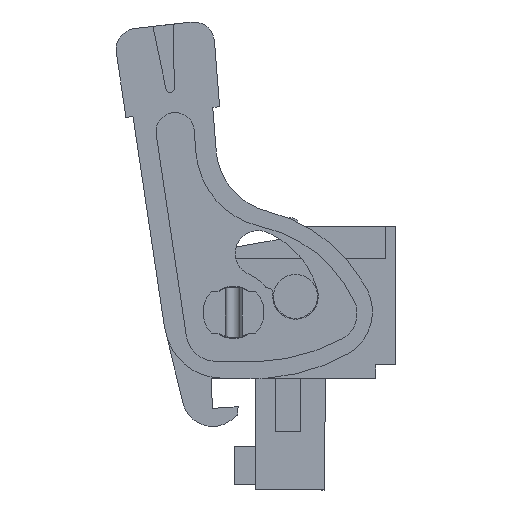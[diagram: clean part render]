
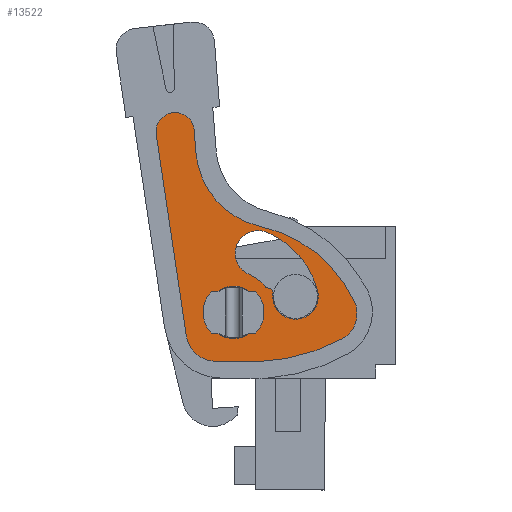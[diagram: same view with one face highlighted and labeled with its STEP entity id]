
A CAD part, left-side view. The second image highlights one B-rep face of the part: STEP entity #13522.
In plain terms, the highlighted planar face has unit normal (-1, 0, 0).
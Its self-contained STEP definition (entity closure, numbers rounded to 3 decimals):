
#13225=AXIS2_PLACEMENT_3D('Plane Axis2P3D',#13222,#13223,#13224) ;
#13354=AXIS2_PLACEMENT_3D('Circle Axis2P3D',#13352,#13353,$) ;
#13378=AXIS2_PLACEMENT_3D('Circle Axis2P3D',#13376,#13377,$) ;
#13404=AXIS2_PLACEMENT_3D('Circle Axis2P3D',#13402,#13403,$) ;
#13411=AXIS2_PLACEMENT_3D('Circle Axis2P3D',#13409,#13410,$) ;
#13418=AXIS2_PLACEMENT_3D('Circle Axis2P3D',#13416,#13417,$) ;
#13425=AXIS2_PLACEMENT_3D('Circle Axis2P3D',#13423,#13424,$) ;
#13448=AXIS2_PLACEMENT_3D('Circle Axis2P3D',#13446,#13447,$) ;
#13457=AXIS2_PLACEMENT_3D('Circle Axis2P3D',#13455,#13456,$) ;
#13464=AXIS2_PLACEMENT_3D('Circle Axis2P3D',#13462,#13463,$) ;
#13471=AXIS2_PLACEMENT_3D('Circle Axis2P3D',#13469,#13470,$) ;
#13478=AXIS2_PLACEMENT_3D('Circle Axis2P3D',#13476,#13477,$) ;
#13485=AXIS2_PLACEMENT_3D('Circle Axis2P3D',#13483,#13484,$) ;
#13492=AXIS2_PLACEMENT_3D('Circle Axis2P3D',#13490,#13491,$) ;
#13506=AXIS2_PLACEMENT_3D('Circle Axis2P3D',#13504,#13505,$) ;
#13515=AXIS2_PLACEMENT_3D('Circle Axis2P3D',#13513,#13514,$) ;
#13222=CARTESIAN_POINT('Axis2P3D Location',(1.1,1.4,0.)) ;
#13321=CARTESIAN_POINT('Line Origine',(1.1,13.287,15.072)) ;
#13325=CARTESIAN_POINT('Vertex',(1.1,12.398,9.121)) ;
#13327=CARTESIAN_POINT('Vertex',(1.1,14.176,21.023)) ;
#13352=CARTESIAN_POINT('Axis2P3D Location',(1.1,10.645,9.383)) ;
#13356=CARTESIAN_POINT('Vertex',(1.1,10.665,7.61)) ;
#13376=CARTESIAN_POINT('Axis2P3D Location',(1.1,13.058,21.19)) ;
#13380=CARTESIAN_POINT('Vertex',(1.1,11.931,21.279)) ;
#13395=CARTESIAN_POINT('Line Origine',(1.1,9.423,7.596)) ;
#13399=CARTESIAN_POINT('Vertex',(1.1,8.181,7.582)) ;
#13402=CARTESIAN_POINT('Axis2P3D Location',(1.1,8.615,19.073)) ;
#13406=CARTESIAN_POINT('Vertex',(1.1,3.202,8.927)) ;
#13409=CARTESIAN_POINT('Axis2P3D Location',(1.1,4.004,10.431)) ;
#13413=CARTESIAN_POINT('Vertex',(1.1,2.462,11.157)) ;
#13416=CARTESIAN_POINT('Axis2P3D Location',(1.1,9.73,7.737)) ;
#13420=CARTESIAN_POINT('Vertex',(1.1,8.015,15.585)) ;
#13423=CARTESIAN_POINT('Axis2P3D Location',(1.1,6.976,20.339)) ;
#13427=CARTESIAN_POINT('Vertex',(1.1,11.827,19.957)) ;
#13430=CARTESIAN_POINT('Line Origine',(1.1,11.879,20.618)) ;
#13446=CARTESIAN_POINT('Axis2P3D Location',(1.1,7.517,12.189)) ;
#13450=CARTESIAN_POINT('Vertex',(1.1,7.517,11.939)) ;
#13452=CARTESIAN_POINT('Vertex',(1.1,7.711,12.031)) ;
#13455=CARTESIAN_POINT('Axis2P3D Location',(1.1,9.6,10.5)) ;
#13459=CARTESIAN_POINT('Vertex',(1.1,8.672,12.747)) ;
#13462=CARTESIAN_POINT('Axis2P3D Location',(1.1,8.156,13.995)) ;
#13466=CARTESIAN_POINT('Vertex',(1.1,7.641,15.242)) ;
#13469=CARTESIAN_POINT('Axis2P3D Location',(1.1,9.6,10.5)) ;
#13473=CARTESIAN_POINT('Vertex',(1.1,4.633,11.789)) ;
#13476=CARTESIAN_POINT('Axis2P3D Location',(1.1,5.94,11.45)) ;
#13480=CARTESIAN_POINT('Vertex',(1.1,7.286,11.555)) ;
#13483=CARTESIAN_POINT('Axis2P3D Location',(1.1,6.887,11.524)) ;
#13487=CARTESIAN_POINT('Vertex',(1.1,7.274,11.625)) ;
#13490=CARTESIAN_POINT('Axis2P3D Location',(1.1,7.516,11.689)) ;
#13504=CARTESIAN_POINT('Axis2P3D Location',(1.1,9.6,10.5)) ;
#13508=CARTESIAN_POINT('Vertex',(1.1,9.6,8.95)) ;
#13510=CARTESIAN_POINT('Vertex',(1.1,9.6,12.05)) ;
#13513=CARTESIAN_POINT('Axis2P3D Location',(1.1,9.6,10.5)) ;
#13223=DIRECTION('Axis2P3D Direction',(1.,0.,0.)) ;
#13224=DIRECTION('Axis2P3D XDirection',(0.,1.,0.)) ;
#13322=DIRECTION('Vector Direction',(0.,0.148,0.989)) ;
#13353=DIRECTION('Axis2P3D Direction',(1.,0.,0.)) ;
#13377=DIRECTION('Axis2P3D Direction',(1.,0.,0.)) ;
#13396=DIRECTION('Vector Direction',(0.,1.,0.011)) ;
#13403=DIRECTION('Axis2P3D Direction',(1.,0.,0.)) ;
#13410=DIRECTION('Axis2P3D Direction',(1.,0.,0.)) ;
#13417=DIRECTION('Axis2P3D Direction',(1.,0.,0.)) ;
#13424=DIRECTION('Axis2P3D Direction',(1.,0.,0.)) ;
#13431=DIRECTION('Vector Direction',(0.,-0.078,-0.997)) ;
#13447=DIRECTION('Axis2P3D Direction',(1.,0.,0.)) ;
#13456=DIRECTION('Axis2P3D Direction',(1.,0.,0.)) ;
#13463=DIRECTION('Axis2P3D Direction',(1.,0.,0.)) ;
#13470=DIRECTION('Axis2P3D Direction',(1.,0.,0.)) ;
#13477=DIRECTION('Axis2P3D Direction',(1.,0.,0.)) ;
#13484=DIRECTION('Axis2P3D Direction',(1.,0.,0.)) ;
#13491=DIRECTION('Axis2P3D Direction',(1.,0.,0.)) ;
#13505=DIRECTION('Axis2P3D Direction',(1.,0.,0.)) ;
#13514=DIRECTION('Axis2P3D Direction',(1.,0.,0.)) ;
#13323=VECTOR('Line Direction',#13322,1.) ;
#13397=VECTOR('Line Direction',#13396,1.) ;
#13432=VECTOR('Line Direction',#13431,1.) ;
#13436=ORIENTED_EDGE('',*,*,#13358,.F.) ;
#13437=ORIENTED_EDGE('',*,*,#13401,.F.) ;
#13438=ORIENTED_EDGE('',*,*,#13408,.F.) ;
#13439=ORIENTED_EDGE('',*,*,#13415,.F.) ;
#13440=ORIENTED_EDGE('',*,*,#13422,.F.) ;
#13441=ORIENTED_EDGE('',*,*,#13429,.F.) ;
#13442=ORIENTED_EDGE('',*,*,#13434,.F.) ;
#13443=ORIENTED_EDGE('',*,*,#13382,.F.) ;
#13444=ORIENTED_EDGE('',*,*,#13329,.F.) ;
#13496=ORIENTED_EDGE('',*,*,#13454,.T.) ;
#13497=ORIENTED_EDGE('',*,*,#13461,.F.) ;
#13498=ORIENTED_EDGE('',*,*,#13468,.T.) ;
#13499=ORIENTED_EDGE('',*,*,#13475,.T.) ;
#13500=ORIENTED_EDGE('',*,*,#13482,.T.) ;
#13501=ORIENTED_EDGE('',*,*,#13489,.T.) ;
#13502=ORIENTED_EDGE('',*,*,#13494,.F.) ;
#13519=ORIENTED_EDGE('',*,*,#13512,.T.) ;
#13520=ORIENTED_EDGE('',*,*,#13517,.T.) ;
#13503=FACE_BOUND('',#13495,.T.) ;
#13521=FACE_BOUND('',#13518,.T.) ;
#13522=ADVANCED_FACE('lock',(#13445,#13503,#13521),#13226,.F.) ;
#13355=CIRCLE('generated circle',#13354,1.773) ;
#13379=CIRCLE('generated circle',#13378,1.131) ;
#13405=CIRCLE('generated circle',#13404,11.5) ;
#13412=CIRCLE('generated circle',#13411,1.705) ;
#13419=CIRCLE('generated circle',#13418,8.033) ;
#13426=CIRCLE('generated circle',#13425,4.866) ;
#13449=CIRCLE('generated circle',#13448,0.25) ;
#13458=CIRCLE('generated circle',#13457,2.431) ;
#13465=CIRCLE('generated circle',#13464,1.35) ;
#13472=CIRCLE('generated circle',#13471,5.131) ;
#13479=CIRCLE('generated circle',#13478,1.35) ;
#13486=CIRCLE('generated circle',#13485,0.4) ;
#13493=CIRCLE('generated circle',#13492,0.25) ;
#13507=CIRCLE('generated circle',#13506,1.55) ;
#13516=CIRCLE('generated circle',#13515,1.55) ;
#13329=EDGE_CURVE('',#13326,#13328,#13324,.T.) ;
#13358=EDGE_CURVE('',#13357,#13326,#13355,.T.) ;
#13382=EDGE_CURVE('',#13328,#13381,#13379,.T.) ;
#13401=EDGE_CURVE('',#13400,#13357,#13398,.T.) ;
#13408=EDGE_CURVE('',#13407,#13400,#13405,.T.) ;
#13415=EDGE_CURVE('',#13414,#13407,#13412,.T.) ;
#13422=EDGE_CURVE('',#13421,#13414,#13419,.T.) ;
#13429=EDGE_CURVE('',#13428,#13421,#13426,.F.) ;
#13434=EDGE_CURVE('',#13381,#13428,#13433,.T.) ;
#13454=EDGE_CURVE('',#13451,#13453,#13449,.T.) ;
#13461=EDGE_CURVE('',#13460,#13453,#13458,.T.) ;
#13468=EDGE_CURVE('',#13460,#13467,#13465,.T.) ;
#13475=EDGE_CURVE('',#13467,#13474,#13472,.T.) ;
#13482=EDGE_CURVE('',#13474,#13481,#13479,.T.) ;
#13489=EDGE_CURVE('',#13481,#13488,#13486,.T.) ;
#13494=EDGE_CURVE('',#13451,#13488,#13493,.T.) ;
#13512=EDGE_CURVE('',#13509,#13511,#13507,.T.) ;
#13517=EDGE_CURVE('',#13511,#13509,#13516,.T.) ;
#13435=EDGE_LOOP('',(#13436,#13437,#13438,#13439,#13440,#13441,#13442,#13443,#13444)) ;
#13495=EDGE_LOOP('',(#13496,#13497,#13498,#13499,#13500,#13501,#13502)) ;
#13518=EDGE_LOOP('',(#13519,#13520)) ;
#13445=FACE_OUTER_BOUND('',#13435,.T.) ;
#13324=LINE('Line',#13321,#13323) ;
#13398=LINE('Line',#13395,#13397) ;
#13433=LINE('Line',#13430,#13432) ;
#13226=PLANE('',#13225) ;
#13326=VERTEX_POINT('',#13325) ;
#13328=VERTEX_POINT('',#13327) ;
#13357=VERTEX_POINT('',#13356) ;
#13381=VERTEX_POINT('',#13380) ;
#13400=VERTEX_POINT('',#13399) ;
#13407=VERTEX_POINT('',#13406) ;
#13414=VERTEX_POINT('',#13413) ;
#13421=VERTEX_POINT('',#13420) ;
#13428=VERTEX_POINT('',#13427) ;
#13451=VERTEX_POINT('',#13450) ;
#13453=VERTEX_POINT('',#13452) ;
#13460=VERTEX_POINT('',#13459) ;
#13467=VERTEX_POINT('',#13466) ;
#13474=VERTEX_POINT('',#13473) ;
#13481=VERTEX_POINT('',#13480) ;
#13488=VERTEX_POINT('',#13487) ;
#13509=VERTEX_POINT('',#13508) ;
#13511=VERTEX_POINT('',#13510) ;
